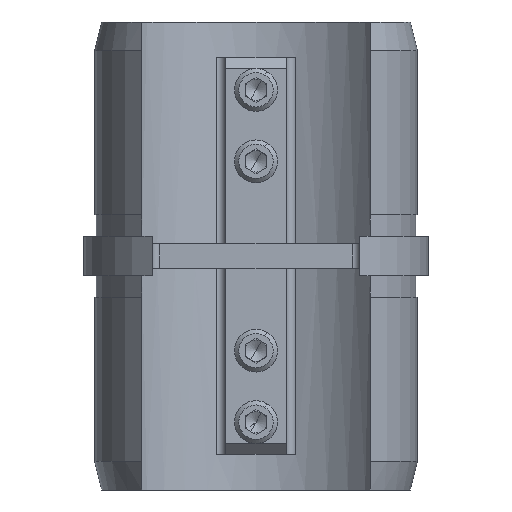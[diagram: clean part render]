
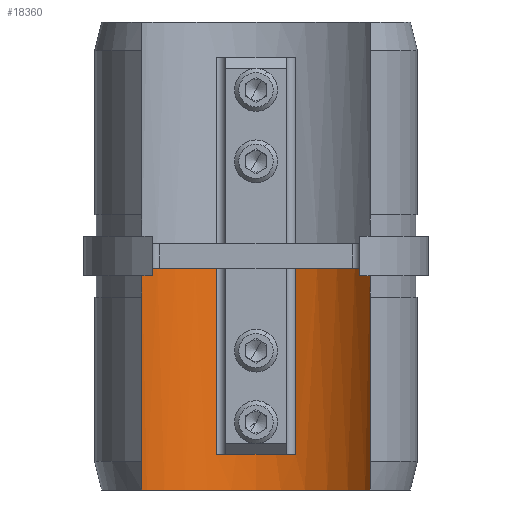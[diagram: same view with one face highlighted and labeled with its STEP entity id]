
A CAD part, front view. The second image highlights one B-rep face of the part: STEP entity #18360.
In plain terms, the highlighted cylindrical face has radius 19.95 mm (diameter 39.9 mm), a partial arc.
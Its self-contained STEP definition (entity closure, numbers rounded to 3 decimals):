
#86 = AXIS2_PLACEMENT_3D ( 'NONE', #10316, #20218, #17049 ) ;
#438 = CARTESIAN_POINT ( 'NONE',  ( 0., 0., -27.75 ) ) ;
#563 = DIRECTION ( 'NONE',  ( 0., 0., -1. ) ) ;
#850 = VECTOR ( 'NONE', #20622, 1000. ) ;
#1411 = AXIS2_PLACEMENT_3D ( 'NONE', #7299, #12179, #5470 ) ;
#1526 = EDGE_CURVE ( 'NONE', #9440, #8318, #17911, .T. ) ;
#1802 = CARTESIAN_POINT ( 'NONE',  ( -19.95, 0., -1.7 ) ) ;
#2151 = DIRECTION ( 'NONE',  ( 1., 0., 0. ) ) ;
#2922 = CIRCLE ( 'NONE', #1411, 19.95 ) ;
#3520 = EDGE_CURVE ( 'NONE', #8318, #17067, #4734, .T. ) ;
#3562 = ORIENTED_EDGE ( 'NONE', *, *, #14499, .F. ) ;
#3889 = DIRECTION ( 'NONE',  ( 0., 0., 1. ) ) ;
#4734 = LINE ( 'NONE', #9920, #12565 ) ;
#4962 = CARTESIAN_POINT ( 'NONE',  ( 19.95, 0., -32.75 ) ) ;
#4996 = CARTESIAN_POINT ( 'NONE',  ( -19.95, 0., -32.75 ) ) ;
#5121 = VECTOR ( 'NONE', #8568, 1000. ) ;
#5258 = DIRECTION ( 'NONE',  ( 0., 0., -1. ) ) ;
#5470 = DIRECTION ( 'NONE',  ( 1., 0., 0. ) ) ;
#6324 = CARTESIAN_POINT ( 'NONE',  ( 19.95, 0., -1.7 ) ) ;
#6391 = ORIENTED_EDGE ( 'NONE', *, *, #3520, .F. ) ;
#7299 = CARTESIAN_POINT ( 'NONE',  ( 0., 0., -32.75 ) ) ;
#7448 = EDGE_CURVE ( 'NONE', #14284, #9800, #2922, .T. ) ;
#7770 = CARTESIAN_POINT ( 'NONE',  ( 5.527, 19.169, -27.75 ) ) ;
#8318 = VERTEX_POINT ( 'NONE', #7770 ) ;
#8513 = CARTESIAN_POINT ( 'NONE',  ( 0., 0., -1.7 ) ) ;
#8568 = DIRECTION ( 'NONE',  ( 0., 0., 1. ) ) ;
#8616 = ORIENTED_EDGE ( 'NONE', *, *, #20515, .F. ) ;
#9440 = VERTEX_POINT ( 'NONE', #14522 ) ;
#9665 = LINE ( 'NONE', #18180, #5121 ) ;
#9800 = VERTEX_POINT ( 'NONE', #4962 ) ;
#9920 = CARTESIAN_POINT ( 'NONE',  ( 5.527, 19.169, -32.75 ) ) ;
#10086 = ORIENTED_EDGE ( 'NONE', *, *, #15117, .F. ) ;
#10240 = CARTESIAN_POINT ( 'NONE',  ( 0., 0., -1.7 ) ) ;
#10316 = CARTESIAN_POINT ( 'NONE',  ( 0., 0., -32.75 ) ) ;
#10372 = AXIS2_PLACEMENT_3D ( 'NONE', #8513, #5258, #2151 ) ;
#10883 = FACE_OUTER_BOUND ( 'NONE', #18031, .T. ) ;
#11438 = CIRCLE ( 'NONE', #10372, 19.95 ) ;
#11716 = VERTEX_POINT ( 'NONE', #1802 ) ;
#11854 = CARTESIAN_POINT ( 'NONE',  ( 5.527, 19.169, -1.7 ) ) ;
#12007 = CARTESIAN_POINT ( 'NONE',  ( -19.95, 0., -32.75 ) ) ;
#12151 = AXIS2_PLACEMENT_3D ( 'NONE', #10240, #563, #15148 ) ;
#12179 = DIRECTION ( 'NONE',  ( 0., 0., -1. ) ) ;
#12565 = VECTOR ( 'NONE', #13173, 1000. ) ;
#13160 = LINE ( 'NONE', #12007, #20765 ) ;
#13173 = DIRECTION ( 'NONE',  ( 0., 0., 1. ) ) ;
#13503 = ORIENTED_EDGE ( 'NONE', *, *, #16272, .T. ) ;
#14284 = VERTEX_POINT ( 'NONE', #4996 ) ;
#14499 = EDGE_CURVE ( 'NONE', #17067, #20715, #17296, .T. ) ;
#14522 = CARTESIAN_POINT ( 'NONE',  ( -5.527, 19.169, -27.75 ) ) ;
#15059 = CARTESIAN_POINT ( 'NONE',  ( -5.527, 19.169, -1.7 ) ) ;
#15097 = DIRECTION ( 'NONE',  ( -1., 0., 0. ) ) ;
#15117 = EDGE_CURVE ( 'NONE', #17129, #9440, #20332, .T. ) ;
#15148 = DIRECTION ( 'NONE',  ( 1., 0., 0. ) ) ;
#15339 = EDGE_CURVE ( 'NONE', #11716, #17129, #11438, .T. ) ;
#15806 = ORIENTED_EDGE ( 'NONE', *, *, #15339, .F. ) ;
#16244 = CYLINDRICAL_SURFACE ( 'NONE', #86, 19.95 ) ;
#16272 = EDGE_CURVE ( 'NONE', #9800, #20715, #9665, .T. ) ;
#17049 = DIRECTION ( 'NONE',  ( -1., 0., 0. ) ) ;
#17067 = VERTEX_POINT ( 'NONE', #11854 ) ;
#17129 = VERTEX_POINT ( 'NONE', #15059 ) ;
#17296 = CIRCLE ( 'NONE', #12151, 19.95 ) ;
#17911 = CIRCLE ( 'NONE', #19256, 19.95 ) ;
#17967 = ORIENTED_EDGE ( 'NONE', *, *, #7448, .T. ) ;
#18031 = EDGE_LOOP ( 'NONE', ( #17967, #13503, #3562, #6391, #19905, #10086, #15806, #8616 ) ) ;
#18180 = CARTESIAN_POINT ( 'NONE',  ( 19.95, 0., -32.75 ) ) ;
#18360 = ADVANCED_FACE ( 'NONE', ( #10883 ), #16244, .F. ) ;
#18401 = DIRECTION ( 'NONE',  ( 0., 0., -1. ) ) ;
#18989 = CARTESIAN_POINT ( 'NONE',  ( -5.527, 19.169, -32.75 ) ) ;
#19256 = AXIS2_PLACEMENT_3D ( 'NONE', #438, #18401, #15097 ) ;
#19905 = ORIENTED_EDGE ( 'NONE', *, *, #1526, .F. ) ;
#20218 = DIRECTION ( 'NONE',  ( 0., 0., 1. ) ) ;
#20332 = LINE ( 'NONE', #18989, #850 ) ;
#20515 = EDGE_CURVE ( 'NONE', #14284, #11716, #13160, .T. ) ;
#20622 = DIRECTION ( 'NONE',  ( 0., 0., -1. ) ) ;
#20715 = VERTEX_POINT ( 'NONE', #6324 ) ;
#20765 = VECTOR ( 'NONE', #3889, 1000. ) ;
